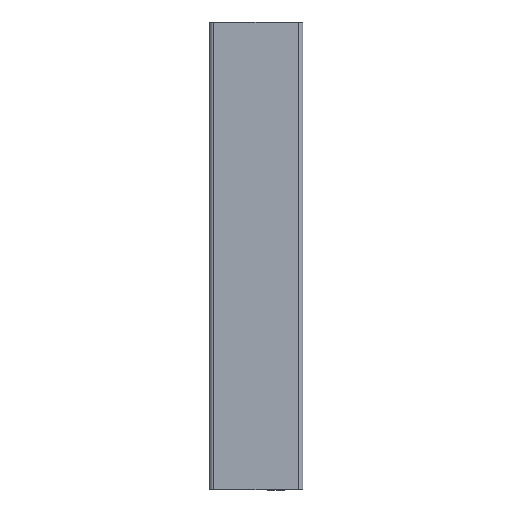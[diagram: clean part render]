
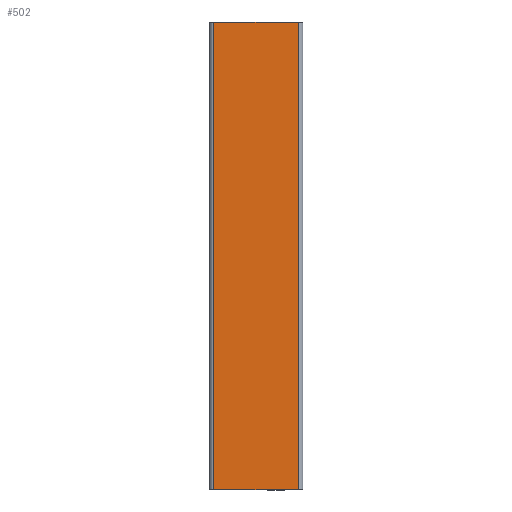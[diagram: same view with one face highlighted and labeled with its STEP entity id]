
A CAD part, top view. The second image highlights one B-rep face of the part: STEP entity #502.
In plain terms, the highlighted planar face has unit normal (0, 0, 1).
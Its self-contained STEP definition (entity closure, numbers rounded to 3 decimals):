
#502 = ADVANCED_FACE( '', ( #1013 ), #1014, .T. );
#1013 = FACE_OUTER_BOUND( '', #1530, .T. );
#1014 = PLANE( '', #1531 );
#1530 = EDGE_LOOP( '', ( #3139, #3140, #3141, #3142 ) );
#1531 = AXIS2_PLACEMENT_3D( '', #3143, #3144, #3145 );
#3139 = ORIENTED_EDGE( '', *, *, #3803, .F. );
#3140 = ORIENTED_EDGE( '', *, *, #3601, .F. );
#3141 = ORIENTED_EDGE( '', *, *, #3319, .T. );
#3142 = ORIENTED_EDGE( '', *, *, #3736, .T. );
#3143 = CARTESIAN_POINT( '', ( 9., 100., 9.05 ) );
#3144 = DIRECTION( '', ( 0., 0., 1. ) );
#3145 = DIRECTION( '', ( 0., -1., 0. ) );
#3319 = EDGE_CURVE( '', #4031, #4032, #4033, .T. );
#3601 = EDGE_CURVE( '', #4031, #4515, #4518, .T. );
#3736 = EDGE_CURVE( '', #4032, #4700, #4703, .T. );
#3803 = EDGE_CURVE( '', #4515, #4700, #4790, .T. );
#4031 = VERTEX_POINT( '', #5068 );
#4032 = VERTEX_POINT( '', #5069 );
#4033 = LINE( '', #5070, #5071 );
#4515 = VERTEX_POINT( '', #5703 );
#4518 = LINE( '', #5707, #5708 );
#4700 = VERTEX_POINT( '', #5955 );
#4703 = LINE( '', #5958, #5959 );
#4790 = LINE( '', #6077, #6078 );
#5068 = CARTESIAN_POINT( '', ( 9., 100., 9.05 ) );
#5069 = CARTESIAN_POINT( '', ( -9., 100., 9.05 ) );
#5070 = CARTESIAN_POINT( '', ( 9., 100., 9.05 ) );
#5071 = VECTOR( '', #6359, 1000. );
#5703 = CARTESIAN_POINT( '', ( 9., 0., 9.05 ) );
#5707 = CARTESIAN_POINT( '', ( 9., 100., 9.05 ) );
#5708 = VECTOR( '', #6796, 1000. );
#5955 = CARTESIAN_POINT( '', ( -9., 0., 9.05 ) );
#5958 = CARTESIAN_POINT( '', ( -9., 100., 9.05 ) );
#5959 = VECTOR( '', #6940, 1000. );
#6077 = CARTESIAN_POINT( '', ( 9., 0., 9.05 ) );
#6078 = VECTOR( '', #7008, 1000. );
#6359 = DIRECTION( '', ( -1., 0., 0. ) );
#6796 = DIRECTION( '', ( 0., -1., 0. ) );
#6940 = DIRECTION( '', ( 0., -1., 0. ) );
#7008 = DIRECTION( '', ( -1., 0., 0. ) );
